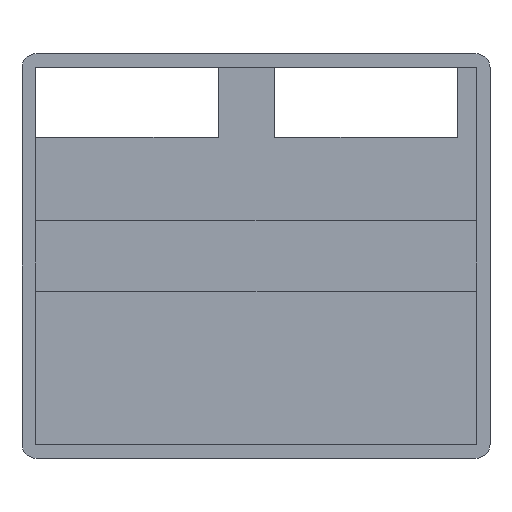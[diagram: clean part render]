
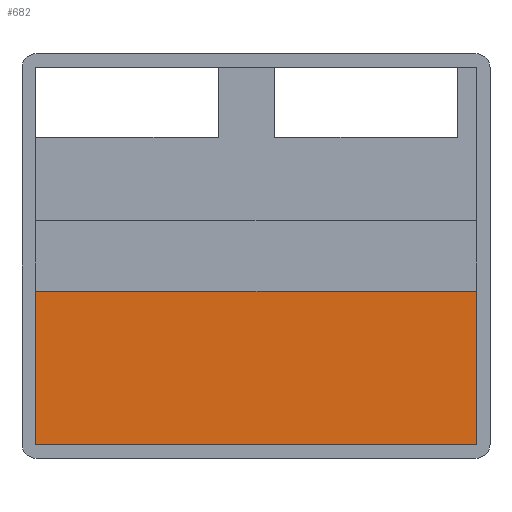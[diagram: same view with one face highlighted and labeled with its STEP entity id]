
A CAD part, top view. The second image highlights one B-rep face of the part: STEP entity #682.
In plain terms, the highlighted planar face has unit normal (0, 0, 1).
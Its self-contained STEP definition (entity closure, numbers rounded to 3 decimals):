
#44=FACE_OUTER_BOUND('',#80,.T.);
#80=EDGE_LOOP('',(#502,#503,#504,#505,#506,#507,#508,#509));
#105=LINE('',#945,#194);
#108=LINE('',#951,#197);
#111=LINE('',#957,#200);
#121=LINE('',#978,#210);
#128=LINE('',#991,#217);
#141=LINE('',#1017,#230);
#144=LINE('',#1023,#233);
#145=LINE('',#1024,#234);
#194=VECTOR('',#766,10.);
#197=VECTOR('',#771,10.);
#200=VECTOR('',#776,10.);
#210=VECTOR('',#794,10.);
#217=VECTOR('',#803,10.);
#230=VECTOR('',#828,10.);
#233=VECTOR('',#833,10.);
#234=VECTOR('',#834,10.);
#283=VERTEX_POINT('',#943);
#284=VERTEX_POINT('',#944);
#286=VERTEX_POINT('',#950);
#288=VERTEX_POINT('',#956);
#295=VERTEX_POINT('',#977);
#300=VERTEX_POINT('',#989);
#307=VERTEX_POINT('',#1016);
#309=VERTEX_POINT('',#1022);
#345=EDGE_CURVE('',#283,#284,#105,.T.);
#348=EDGE_CURVE('',#286,#284,#108,.T.);
#351=EDGE_CURVE('',#286,#288,#111,.T.);
#361=EDGE_CURVE('',#295,#283,#121,.T.);
#368=EDGE_CURVE('',#288,#300,#128,.T.);
#381=EDGE_CURVE('',#307,#295,#141,.T.);
#384=EDGE_CURVE('',#300,#309,#144,.T.);
#385=EDGE_CURVE('',#309,#307,#145,.T.);
#502=ORIENTED_EDGE('',*,*,#361,.T.);
#503=ORIENTED_EDGE('',*,*,#345,.T.);
#504=ORIENTED_EDGE('',*,*,#348,.F.);
#505=ORIENTED_EDGE('',*,*,#351,.T.);
#506=ORIENTED_EDGE('',*,*,#368,.T.);
#507=ORIENTED_EDGE('',*,*,#384,.T.);
#508=ORIENTED_EDGE('',*,*,#385,.T.);
#509=ORIENTED_EDGE('',*,*,#381,.T.);
#650=PLANE('',#732);
#682=ADVANCED_FACE('',(#44),#650,.T.);
#732=AXIS2_PLACEMENT_3D('',#1021,#831,#832);
#766=DIRECTION('',(0.,1.,0.));
#771=DIRECTION('',(1.,0.,0.));
#776=DIRECTION('',(0.,-1.,0.));
#794=DIRECTION('',(-1.,0.,0.));
#803=DIRECTION('',(-1.,0.,0.));
#828=DIRECTION('',(0.,1.,0.));
#831=DIRECTION('center_axis',(0.,0.,1.));
#832=DIRECTION('ref_axis',(1.,0.,0.));
#833=DIRECTION('',(0.,-1.,0.));
#834=DIRECTION('',(1.,0.,0.));
#943=CARTESIAN_POINT('',(93.833,34.542,1.));
#944=CARTESIAN_POINT('',(93.833,36.274,1.));
#945=CARTESIAN_POINT('',(93.833,36.274,1.));
#950=CARTESIAN_POINT('',(31.833,36.274,1.));
#951=CARTESIAN_POINT('',(62.833,36.274,1.));
#956=CARTESIAN_POINT('',(31.833,34.542,1.));
#957=CARTESIAN_POINT('',(31.833,36.274,1.));
#977=CARTESIAN_POINT('',(94.183,34.542,1.));
#978=CARTESIAN_POINT('',(47.158,34.542,1.));
#989=CARTESIAN_POINT('',(31.483,34.542,1.));
#991=CARTESIAN_POINT('',(47.158,34.542,1.));
#1016=CARTESIAN_POINT('',(94.183,12.692,1.));
#1017=CARTESIAN_POINT('',(94.183,66.392,1.));
#1021=CARTESIAN_POINT('Origin',(62.833,39.542,1.));
#1022=CARTESIAN_POINT('',(31.483,12.692,1.));
#1023=CARTESIAN_POINT('',(31.483,12.692,1.));
#1024=CARTESIAN_POINT('',(94.183,12.692,1.));
